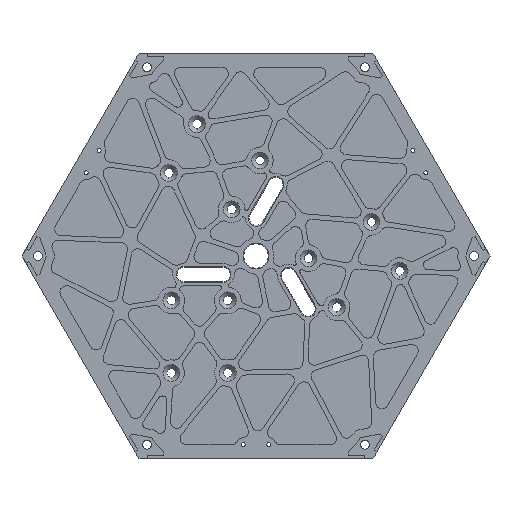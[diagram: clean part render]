
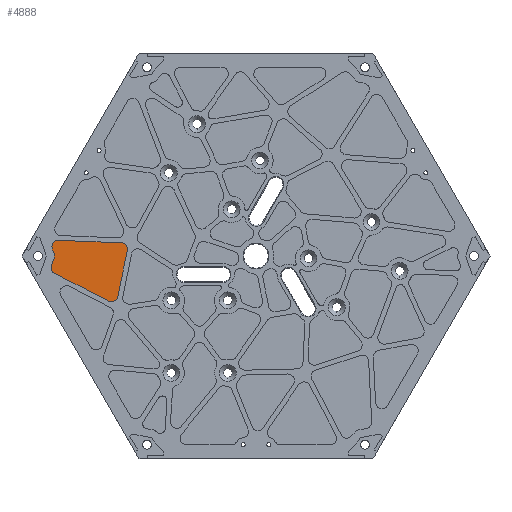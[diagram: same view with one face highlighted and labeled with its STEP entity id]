
A CAD part, front view. The second image highlights one B-rep face of the part: STEP entity #4888.
In plain terms, the highlighted planar face has unit normal (0, -1, 0).
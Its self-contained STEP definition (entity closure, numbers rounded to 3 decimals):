
#264 = DIRECTION ( 'NONE',  ( 0., 0., -1. ) ) ;
#673 = DIRECTION ( 'NONE',  ( 0., 0., -1. ) ) ;
#1723 = CIRCLE ( 'NONE', #17136, 4. ) ;
#1909 = AXIS2_PLACEMENT_3D ( 'NONE', #17588, #6121, #673 ) ;
#2072 = DIRECTION ( 'NONE',  ( 0., -1., 0. ) ) ;
#3019 = DIRECTION ( 'NONE',  ( 0.327, 0., -0.945 ) ) ;
#3541 = LINE ( 'NONE', #18351, #6811 ) ;
#3641 = DIRECTION ( 'NONE',  ( 0., -1., 0. ) ) ;
#3806 = ORIENTED_EDGE ( 'NONE', *, *, #15994, .F. ) ;
#4438 = CARTESIAN_POINT ( 'NONE',  ( -83.507, 5., 8.152 ) ) ;
#4888 = ADVANCED_FACE ( 'NONE', ( #14037 ), #13739, .T. ) ;
#5352 = ORIENTED_EDGE ( 'NONE', *, *, #21569, .T. ) ;
#5674 = ORIENTED_EDGE ( 'NONE', *, *, #13546, .T. ) ;
#5891 = DIRECTION ( 'NONE',  ( 0., 0., -1. ) ) ;
#5936 = CIRCLE ( 'NONE', #16598, 4. ) ;
#6121 = DIRECTION ( 'NONE',  ( 0., -1., 0. ) ) ;
#6377 = EDGE_CURVE ( 'NONE', #13510, #18223, #23457, .T. ) ;
#6405 = ORIENTED_EDGE ( 'NONE', *, *, #6627, .T. ) ;
#6627 = EDGE_CURVE ( 'NONE', #10208, #15114, #1723, .T. ) ;
#6811 = VECTOR ( 'NONE', #3019, 1000. ) ;
#6889 = CARTESIAN_POINT ( 'NONE',  ( -130.262, 5., -7.926 ) ) ;
#7601 = CARTESIAN_POINT ( 'NONE',  ( -83.668, 5., 4.155 ) ) ;
#7898 = LINE ( 'NONE', #9991, #20179 ) ;
#8581 = ORIENTED_EDGE ( 'NONE', *, *, #6377, .F. ) ;
#8901 = CARTESIAN_POINT ( 'NONE',  ( -91.356, 5., -27.894 ) ) ;
#9641 = CARTESIAN_POINT ( 'NONE',  ( -122.294, 5., 9.712 ) ) ;
#9991 = CARTESIAN_POINT ( 'NONE',  ( -131.628, 5., 10.087 ) ) ;
#10002 = CARTESIAN_POINT ( 'NONE',  ( -122.961, 5., -7.177 ) ) ;
#10208 = VERTEX_POINT ( 'NONE', #21019 ) ;
#10729 = DIRECTION ( 'NONE',  ( 0.327, 0., 0.945 ) ) ;
#10936 = DIRECTION ( 'NONE',  ( 0., 1., 0. ) ) ;
#10941 = VERTEX_POINT ( 'NONE', #18068 ) ;
#10980 = CARTESIAN_POINT ( 'NONE',  ( -125.162, 5., -1.309 ) ) ;
#11464 = AXIS2_PLACEMENT_3D ( 'NONE', #10002, #23340, #264 ) ;
#11504 = DIRECTION ( 'NONE',  ( 0., -1., 0. ) ) ;
#11801 = VECTOR ( 'NONE', #13494, 1000. ) ;
#11919 = AXIS2_PLACEMENT_3D ( 'NONE', #19082, #2072, #5891 ) ;
#11964 = VERTEX_POINT ( 'NONE', #18324 ) ;
#12309 = CIRCLE ( 'NONE', #23775, 4. ) ;
#12484 = DIRECTION ( 'NONE',  ( 0.89, 0., -0.457 ) ) ;
#13135 = VERTEX_POINT ( 'NONE', #8901 ) ;
#13166 = CARTESIAN_POINT ( 'NONE',  ( -78.444, 5., 9.693 ) ) ;
#13186 = VERTEX_POINT ( 'NONE', #13398 ) ;
#13398 = CARTESIAN_POINT ( 'NONE',  ( -85.612, 5., -25.142 ) ) ;
#13494 = DIRECTION ( 'NONE',  ( -0.202, 0., -0.979 ) ) ;
#13510 = VERTEX_POINT ( 'NONE', #18376 ) ;
#13546 = EDGE_CURVE ( 'NONE', #10941, #18223, #5936, .T. ) ;
#13739 = PLANE ( 'NONE',  #1909 ) ;
#13766 = EDGE_CURVE ( 'NONE', #13510, #11964, #22906, .T. ) ;
#14027 = EDGE_CURVE ( 'NONE', #20255, #10941, #3541, .T. ) ;
#14037 = FACE_OUTER_BOUND ( 'NONE', #20590, .T. ) ;
#15114 = VERTEX_POINT ( 'NONE', #4438 ) ;
#15184 = DIRECTION ( 'NONE',  ( 0., 0., -1. ) ) ;
#15405 = VECTOR ( 'NONE', #10729, 1000. ) ;
#15580 = EDGE_CURVE ( 'NONE', #23711, #15114, #7898, .T. ) ;
#15967 = ORIENTED_EDGE ( 'NONE', *, *, #15580, .F. ) ;
#15994 = EDGE_CURVE ( 'NONE', #10208, #13186, #16894, .T. ) ;
#16412 = ORIENTED_EDGE ( 'NONE', *, *, #14027, .T. ) ;
#16598 = AXIS2_PLACEMENT_3D ( 'NONE', #24201, #10936, #24445 ) ;
#16623 = CIRCLE ( 'NONE', #11919, 4. ) ;
#16894 = LINE ( 'NONE', #13166, #11801 ) ;
#17136 = AXIS2_PLACEMENT_3D ( 'NONE', #7601, #3641, #24710 ) ;
#17431 = VECTOR ( 'NONE', #12484, 1000. ) ;
#17450 = DIRECTION ( 'NONE',  ( 0.999, 0., -0.04 ) ) ;
#17588 = CARTESIAN_POINT ( 'NONE',  ( 0., 5., 0. ) ) ;
#17769 = ORIENTED_EDGE ( 'NONE', *, *, #19366, .T. ) ;
#18068 = CARTESIAN_POINT ( 'NONE',  ( -125.162, 5., 1.309 ) ) ;
#18223 = VERTEX_POINT ( 'NONE', #10980 ) ;
#18324 = CARTESIAN_POINT ( 'NONE',  ( -124.788, 5., -10.735 ) ) ;
#18351 = CARTESIAN_POINT ( 'NONE',  ( -111.346, 5., -38.572 ) ) ;
#18376 = CARTESIAN_POINT ( 'NONE',  ( -126.741, 5., -5.867 ) ) ;
#19082 = CARTESIAN_POINT ( 'NONE',  ( -122.455, 5., 5.715 ) ) ;
#19208 = LINE ( 'NONE', #6889, #17431 ) ;
#19366 = EDGE_CURVE ( 'NONE', #23711, #20255, #16623, .T. ) ;
#19822 = ORIENTED_EDGE ( 'NONE', *, *, #13766, .T. ) ;
#20179 = VECTOR ( 'NONE', #17450, 1000. ) ;
#20255 = VERTEX_POINT ( 'NONE', #21835 ) ;
#20590 = EDGE_LOOP ( 'NONE', ( #23234, #5352, #3806, #6405, #15967, #17769, #16412, #5674, #8581, #19822 ) ) ;
#20800 = EDGE_CURVE ( 'NONE', #11964, #13135, #19208, .T. ) ;
#21019 = CARTESIAN_POINT ( 'NONE',  ( -79.75, 5., 3.349 ) ) ;
#21569 = EDGE_CURVE ( 'NONE', #13135, #13186, #12309, .T. ) ;
#21835 = CARTESIAN_POINT ( 'NONE',  ( -126.235, 5., 4.405 ) ) ;
#22826 = CARTESIAN_POINT ( 'NONE',  ( -89.53, 5., -24.336 ) ) ;
#22906 = CIRCLE ( 'NONE', #11464, 4. ) ;
#23234 = ORIENTED_EDGE ( 'NONE', *, *, #20800, .T. ) ;
#23340 = DIRECTION ( 'NONE',  ( 0., -1., 0. ) ) ;
#23457 = LINE ( 'NONE', #23811, #15405 ) ;
#23711 = VERTEX_POINT ( 'NONE', #9641 ) ;
#23775 = AXIS2_PLACEMENT_3D ( 'NONE', #22826, #11504, #15184 ) ;
#23811 = CARTESIAN_POINT ( 'NONE',  ( -111.346, 5., 38.572 ) ) ;
#24201 = CARTESIAN_POINT ( 'NONE',  ( -128.942, 5., 0. ) ) ;
#24445 = DIRECTION ( 'NONE',  ( 0., 0., -1. ) ) ;
#24710 = DIRECTION ( 'NONE',  ( 0., 0., -1. ) ) ;
